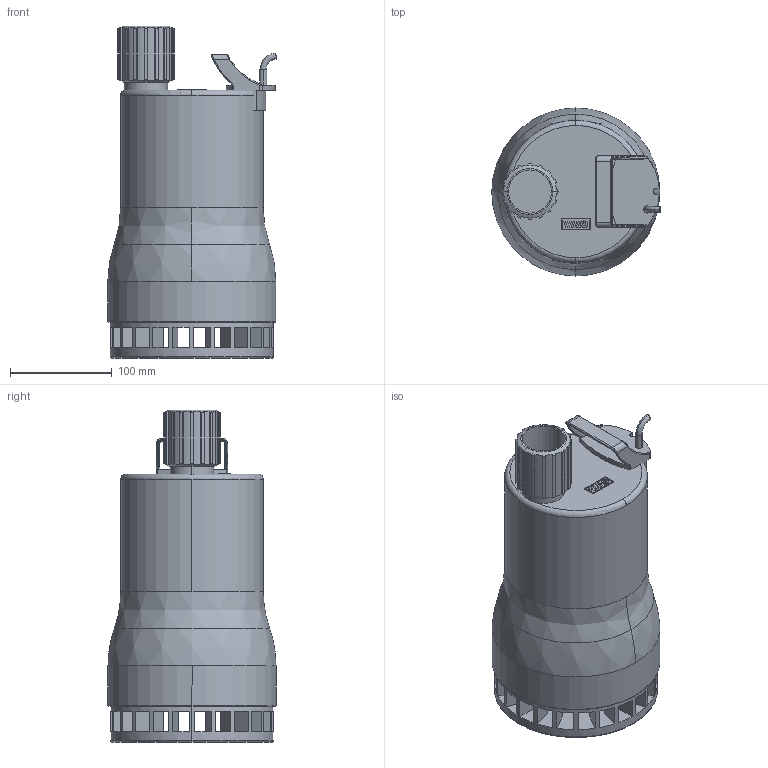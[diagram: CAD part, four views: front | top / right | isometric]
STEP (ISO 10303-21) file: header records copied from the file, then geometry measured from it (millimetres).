
FILE_DESCRIPTION((''),'2;1');
FILE_NAME('3d_TMW32_11-10M-4058060.stp','2012-09-21T10:10:54',(''),(''),'Mechanical Desktop 2009','Mechanical Desktop 2009',', , ');
FILE_SCHEMA(('CONFIG_CONTROL_DESIGN'));
Length unit declared in the file: millimetre
Products named in the file (1): Product
Bounding box: 165.34 x 165 x 326 mm (x, y, z)
Volume: 4412594.5 mm3; surface area: 291647.6 mm2
Topology: 9 solids, 9 shells, 281 faces, 830 edges, 544 vertices
Faces by surface type: plane 152, cylinder 87, bspline 22, torus 16, cone 4
Entity records: 10680 total; most frequent: CARTESIAN_POINT 3062, ORIENTED_EDGE 1660, DIRECTION 1537, EDGE_CURVE 830, AXIS2_PLACEMENT_3D 553, VERTEX_POINT 544, VECTOR 431, LINE 431
